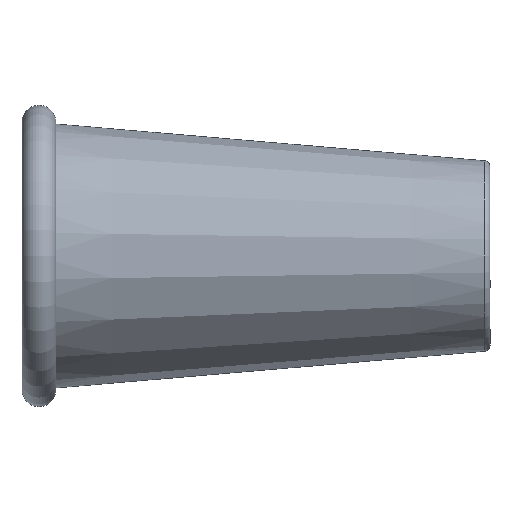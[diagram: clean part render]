
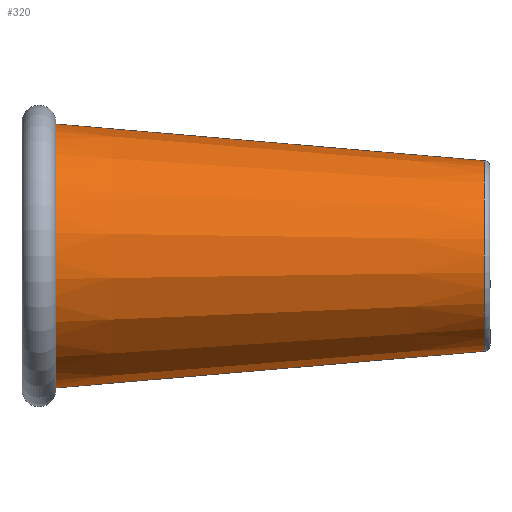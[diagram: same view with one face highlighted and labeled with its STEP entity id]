
A CAD part, left-side view. The second image highlights one B-rep face of the part: STEP entity #320.
In plain terms, the highlighted conical face has half-angle 4.9 degrees and reference radius 43.5 mm.
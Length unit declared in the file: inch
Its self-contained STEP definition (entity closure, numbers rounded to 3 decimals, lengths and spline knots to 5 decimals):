
#49=FACE_OUTER_BOUND('',#67,.T.);
#67=EDGE_LOOP('',(#262,#263,#264,#265,#266,#267));
#88=LINE('',#606,#98);
#98=VECTOR('',#492,1.7126);
#113=CIRCLE('',#374,1.71008);
#114=CIRCLE('',#375,1.71008);
#121=CIRCLE('',#384,1.21924);
#122=CIRCLE('',#385,1.21924);
#148=VERTEX_POINT('',#574);
#149=VERTEX_POINT('',#575);
#156=VERTEX_POINT('',#594);
#157=VERTEX_POINT('',#595);
#185=EDGE_CURVE('',#148,#149,#113,.T.);
#186=EDGE_CURVE('',#149,#148,#114,.T.);
#195=EDGE_CURVE('',#156,#157,#121,.T.);
#196=EDGE_CURVE('',#157,#156,#122,.T.);
#201=EDGE_CURVE('',#148,#157,#88,.T.);
#262=ORIENTED_EDGE('',*,*,#185,.T.);
#263=ORIENTED_EDGE('',*,*,#186,.T.);
#264=ORIENTED_EDGE('',*,*,#201,.T.);
#265=ORIENTED_EDGE('',*,*,#196,.T.);
#266=ORIENTED_EDGE('',*,*,#195,.T.);
#267=ORIENTED_EDGE('',*,*,#201,.F.);
#311=CONICAL_SURFACE('',#390,1.7126,0.086);
#320=ADVANCED_FACE('',(#49),#311,.T.);
#374=AXIS2_PLACEMENT_3D('',#576,#455,#456);
#375=AXIS2_PLACEMENT_3D('',#577,#457,#458);
#384=AXIS2_PLACEMENT_3D('',#596,#477,#478);
#385=AXIS2_PLACEMENT_3D('',#597,#479,#480);
#390=AXIS2_PLACEMENT_3D('',#605,#490,#491);
#455=DIRECTION('center_axis',(0.,0.,-1.));
#456=DIRECTION('ref_axis',(0.,1.,0.));
#457=DIRECTION('center_axis',(0.,0.,-1.));
#458=DIRECTION('ref_axis',(0.,1.,0.));
#477=DIRECTION('center_axis',(0.,0.,1.));
#478=DIRECTION('ref_axis',(0.,-1.,0.));
#479=DIRECTION('center_axis',(0.,0.,1.));
#480=DIRECTION('ref_axis',(0.,-1.,0.));
#490=DIRECTION('center_axis',(0.,0.,1.));
#491=DIRECTION('ref_axis',(0.,-1.,0.));
#492=DIRECTION('',(0.,-0.085,-0.996));
#574=CARTESIAN_POINT('',(0.,-5.82677,4.08728));
#575=CARTESIAN_POINT('',(0.,-9.24692,4.08728));
#576=CARTESIAN_POINT('Origin',(0.,-7.53685,4.08728));
#577=CARTESIAN_POINT('Origin',(0.,-7.53685,4.08728));
#594=CARTESIAN_POINT('',(0.,-8.75609,-1.63806));
#595=CARTESIAN_POINT('',(0.,-6.31761,-1.63806));
#596=CARTESIAN_POINT('Origin',(0.,-7.53685,-1.63806));
#597=CARTESIAN_POINT('Origin',(0.,-7.53685,-1.63806));
#605=CARTESIAN_POINT('Origin',(0.,-7.53685,4.1167));
#606=CARTESIAN_POINT('',(0.,-5.82425,4.1167));
